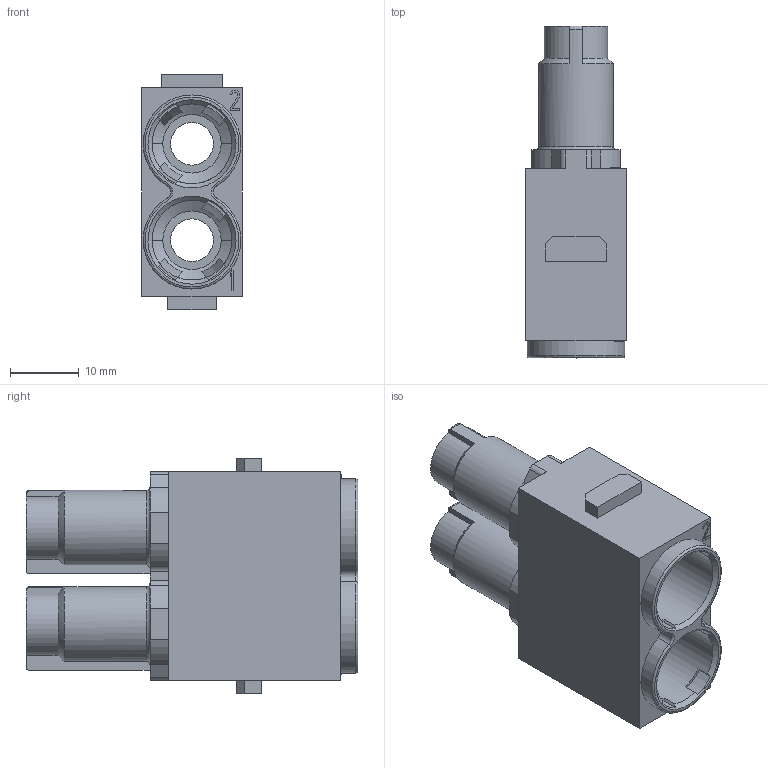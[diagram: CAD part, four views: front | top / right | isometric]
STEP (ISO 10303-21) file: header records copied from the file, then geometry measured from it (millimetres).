
FILE_DESCRIPTION(/* description */ (''),/* implementation_level */ '2;1');
FILE_NAME(/* name */ '3D_7209000060071_HMK70-002-FC_V1.0_stp.stp',/* time_stamp */ '2023-08-28T18:01:28+08:00',/* author */ (''),/* organization */ (''),/* preprocessor_version */ 'ST-DEVELOPER v18.1',/* originating_system */ 'SIEMENS PLM Software NX 1980',/* authorisation */ '');
FILE_SCHEMA (('AP203_CONFIGURATION_CONTROLLED_3D_DESIGN_OF_MECHANICAL_PARTS_AND_ASSEMBLIES_MIM_LF { 1 0 10303 403 2 1 2}'));
Length unit declared in the file: millimetre
Products named in the file (1): ylga255478622ww3
Bounding box: 14.6 x 48.2 x 34.2 mm (x, y, z)
Volume: 8141.3 mm3; surface area: 7793.3 mm2
Topology: 1 solids, 1 shells, 243 faces, 668 edges, 444 vertices
Faces by surface type: plane 157, cylinder 54, cone 24, torus 8
Entity records: 7919 total; most frequent: CARTESIAN_POINT 1603, ORIENTED_EDGE 1336, DIRECTION 1251, EDGE_CURVE 668, VERTEX_POINT 444, LINE 439, VECTOR 439, AXIS2_PLACEMENT_3D 406
